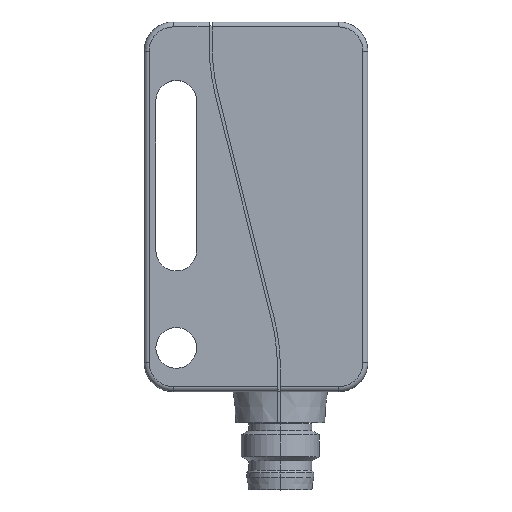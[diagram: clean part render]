
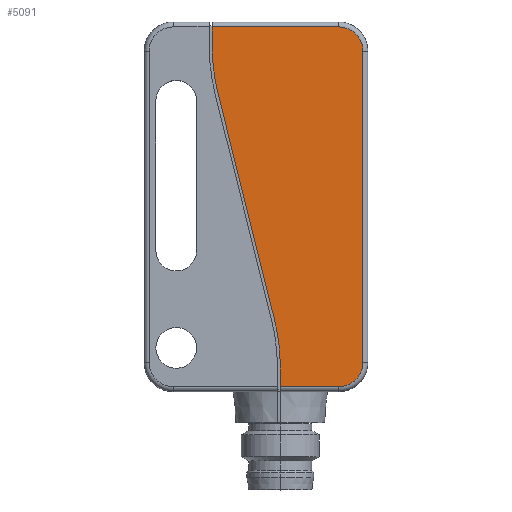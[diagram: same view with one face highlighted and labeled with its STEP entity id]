
A CAD part, top view. The second image highlights one B-rep face of the part: STEP entity #5091.
In plain terms, the highlighted planar face has unit normal (0, 0, 1).
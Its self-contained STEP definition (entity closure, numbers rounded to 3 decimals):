
#794=CARTESIAN_POINT('',(23.7,30.962,5.5));
#795=DIRECTION('',(0.,0.,1.));
#796=DIRECTION('',(-1.,0.,0.));
#797=AXIS2_PLACEMENT_3D('',#794,#795,#796);
#802=DIRECTION('',(0.,1.,0.));
#803=VECTOR('',#802,2.038);
#804=CARTESIAN_POINT('',(3.7,30.962,5.5));
#805=LINE('',#804,#803);
#809=DIRECTION('',(-1.,0.,0.));
#810=VECTOR('',#809,13.);
#811=CARTESIAN_POINT('',(16.7,33.,5.5));
#812=LINE('',#811,#810);
#816=CARTESIAN_POINT('',(16.7,30.5,5.5));
#817=DIRECTION('',(0.,0.,1.));
#818=DIRECTION('',(1.,0.,0.));
#819=AXIS2_PLACEMENT_3D('',#816,#817,#818);
#824=DIRECTION('',(0.,1.,0.));
#825=VECTOR('',#824,32.);
#826=CARTESIAN_POINT('',(19.2,-1.5,5.5));
#827=LINE('',#826,#825);
#831=CARTESIAN_POINT('',(16.7,-1.5,5.5));
#832=DIRECTION('',(0.,0.,1.));
#833=DIRECTION('',(0.,-1.,0.));
#834=AXIS2_PLACEMENT_3D('',#831,#832,#833);
#839=DIRECTION('',(1.,0.,0.));
#840=VECTOR('',#839,6.);
#841=CARTESIAN_POINT('',(10.7,-4.,5.5));
#842=LINE('',#841,#840);
#846=DIRECTION('',(0.,1.,0.));
#847=VECTOR('',#846,2.038);
#848=CARTESIAN_POINT('',(10.7,-4.,5.5));
#849=LINE('',#848,#847);
#853=DIRECTION('',(-0.243,0.97,0.));
#854=VECTOR('',#853,23.938);
#855=CARTESIAN_POINT('',(10.103,2.889,5.5));
#856=LINE('',#855,#854);
#3440=CARTESIAN_POINT('',(-9.3,-1.962,5.5));
#3441=DIRECTION('',(0.,0.,-1.));
#3442=DIRECTION('',(0.97,0.243,0.));
#3443=AXIS2_PLACEMENT_3D('',#3440,#3441,#3442);
#3985=CARTESIAN_POINT('',(3.7,33.,5.5));
#3987=VERTEX_POINT('',#3985);
#3991=CARTESIAN_POINT('',(16.7,33.,5.5));
#3992=VERTEX_POINT('',#3991);
#3993=CARTESIAN_POINT('',(19.2,30.5,5.5));
#3994=VERTEX_POINT('',#3993);
#3997=CARTESIAN_POINT('',(19.2,-1.5,5.5));
#3998=VERTEX_POINT('',#3997);
#4001=CARTESIAN_POINT('',(16.7,-4.,5.5));
#4002=VERTEX_POINT('',#4001);
#4006=CARTESIAN_POINT('',(10.7,-4.,5.5));
#4008=VERTEX_POINT('',#4006);
#4045=CARTESIAN_POINT('',(10.7,-1.962,5.5));
#4046=VERTEX_POINT('',#4045);
#4049=CARTESIAN_POINT('',(10.103,2.889,5.5));
#4050=VERTEX_POINT('',#4049);
#4051=CARTESIAN_POINT('',(3.7,30.962,5.5));
#4052=CARTESIAN_POINT('',(4.297,26.111,5.5));
#4053=VERTEX_POINT('',#4051);
#4054=VERTEX_POINT('',#4052);
#5065=CARTESIAN_POINT('',(0.,0.,5.5));
#5066=DIRECTION('',(0.,0.,-1.));
#5067=DIRECTION('',(-1.,0.,0.));
#5068=AXIS2_PLACEMENT_3D('',#5065,#5066,#5067);
#5069=PLANE('',#5068);
#5071=ORIENTED_EDGE('',*,*,#5070,.F.);
#5073=ORIENTED_EDGE('',*,*,#5072,.T.);
#5075=ORIENTED_EDGE('',*,*,#5074,.F.);
#5076=ORIENTED_EDGE('',*,*,#5055,.F.);
#5078=ORIENTED_EDGE('',*,*,#5077,.F.);
#5080=ORIENTED_EDGE('',*,*,#5079,.F.);
#5082=ORIENTED_EDGE('',*,*,#5081,.F.);
#5084=ORIENTED_EDGE('',*,*,#5083,.T.);
#5086=ORIENTED_EDGE('',*,*,#5085,.F.);
#5088=ORIENTED_EDGE('',*,*,#5087,.T.);
#5089=EDGE_LOOP('',(#5071,#5073,#5075,#5076,#5078,#5080,#5082,#5084,#5086,
#5088));
#5090=FACE_OUTER_BOUND('',#5089,.F.);
#5091=ADVANCED_FACE('',(#5090),#5069,.F.);
#798=CIRCLE('',#797,20.);
#820=CIRCLE('',#819,2.5);
#835=CIRCLE('',#834,2.5);
#3444=CIRCLE('',#3443,20.);
#5055=EDGE_CURVE('',#3994,#3992,#820,.T.);
#5070=EDGE_CURVE('',#4053,#4054,#798,.T.);
#5072=EDGE_CURVE('',#4053,#3987,#805,.T.);
#5074=EDGE_CURVE('',#3992,#3987,#812,.T.);
#5077=EDGE_CURVE('',#3998,#3994,#827,.T.);
#5079=EDGE_CURVE('',#4002,#3998,#835,.T.);
#5081=EDGE_CURVE('',#4008,#4002,#842,.T.);
#5083=EDGE_CURVE('',#4008,#4046,#849,.T.);
#5085=EDGE_CURVE('',#4050,#4046,#3444,.T.);
#5087=EDGE_CURVE('',#4050,#4054,#856,.T.);
